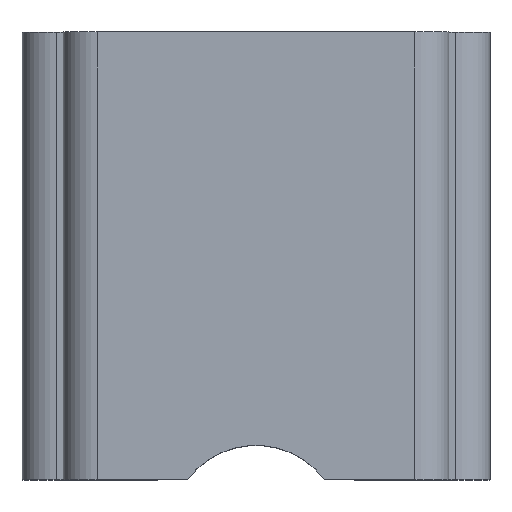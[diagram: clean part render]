
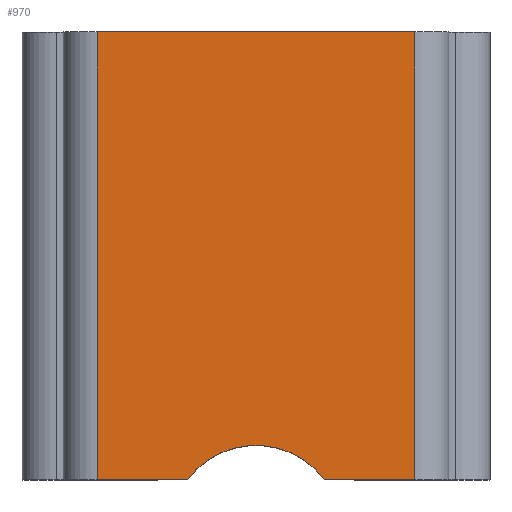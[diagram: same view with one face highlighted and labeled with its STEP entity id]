
A CAD part, top view. The second image highlights one B-rep face of the part: STEP entity #970.
In plain terms, the highlighted planar face has unit normal (0, 0, 1).
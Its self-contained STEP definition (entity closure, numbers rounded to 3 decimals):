
#77=FACE_OUTER_BOUND('',#129,.T.);
#129=EDGE_LOOP('',(#857,#858,#859,#860,#861,#862));
#225=LINE('',#1577,#333);
#230=LINE('',#1590,#338);
#234=LINE('',#1600,#342);
#235=LINE('',#1603,#343);
#236=LINE('',#1606,#344);
#333=VECTOR('',#1293,6.6);
#338=VECTOR('',#1304,4.682);
#342=VECTOR('',#1314,6.6);
#343=VECTOR('',#1317,1.328);
#344=VECTOR('',#1320,1.328);
#379=CIRCLE('',#1058,1.27);
#458=VERTEX_POINT('',#1574);
#459=VERTEX_POINT('',#1576);
#464=VERTEX_POINT('',#1588);
#467=VERTEX_POINT('',#1598);
#468=VERTEX_POINT('',#1602);
#469=VERTEX_POINT('',#1604);
#588=EDGE_CURVE('',#458,#459,#225,.T.);
#595=EDGE_CURVE('',#458,#464,#230,.T.);
#600=EDGE_CURVE('',#467,#464,#234,.T.);
#601=EDGE_CURVE('',#468,#467,#235,.T.);
#602=EDGE_CURVE('',#468,#469,#379,.T.);
#603=EDGE_CURVE('',#459,#469,#236,.T.);
#857=ORIENTED_EDGE('',*,*,#588,.F.);
#858=ORIENTED_EDGE('',*,*,#595,.T.);
#859=ORIENTED_EDGE('',*,*,#600,.F.);
#860=ORIENTED_EDGE('',*,*,#601,.F.);
#861=ORIENTED_EDGE('',*,*,#602,.T.);
#862=ORIENTED_EDGE('',*,*,#603,.F.);
#919=PLANE('',#1057);
#970=ADVANCED_FACE('',(#77),#919,.T.);
#1057=AXIS2_PLACEMENT_3D('',#1601,#1315,#1316);
#1058=AXIS2_PLACEMENT_3D('',#1605,#1318,#1319);
#1293=DIRECTION('',(0.,-1.,0.));
#1304=DIRECTION('',(-1.,0.,0.));
#1314=DIRECTION('',(0.,1.,0.));
#1315=DIRECTION('center_axis',(0.,0.,1.));
#1316=DIRECTION('ref_axis',(1.,0.,0.));
#1317=DIRECTION('',(-1.,0.,0.));
#1318=DIRECTION('center_axis',(0.,0.,-1.));
#1319=DIRECTION('ref_axis',(-1.,0.,0.));
#1320=DIRECTION('',(-1.,0.,0.));
#1574=CARTESIAN_POINT('',(2.341,6.6,2.415));
#1576=CARTESIAN_POINT('',(2.341,0.,2.415));
#1577=CARTESIAN_POINT('',(2.341,0.,2.415));
#1588=CARTESIAN_POINT('',(-2.341,6.6,2.415));
#1590=CARTESIAN_POINT('',(-1.421,6.6,2.415));
#1598=CARTESIAN_POINT('',(-2.341,0.,2.415));
#1600=CARTESIAN_POINT('',(-2.341,0.,2.415));
#1601=CARTESIAN_POINT('Origin',(-2.841,0.,2.415));
#1602=CARTESIAN_POINT('',(-1.013,0.,2.415));
#1603=CARTESIAN_POINT('',(2.841,0.,2.415));
#1604=CARTESIAN_POINT('',(1.013,0.,2.415));
#1605=CARTESIAN_POINT('Origin',(0.,-0.766,2.415));
#1606=CARTESIAN_POINT('',(2.841,0.,2.415));
